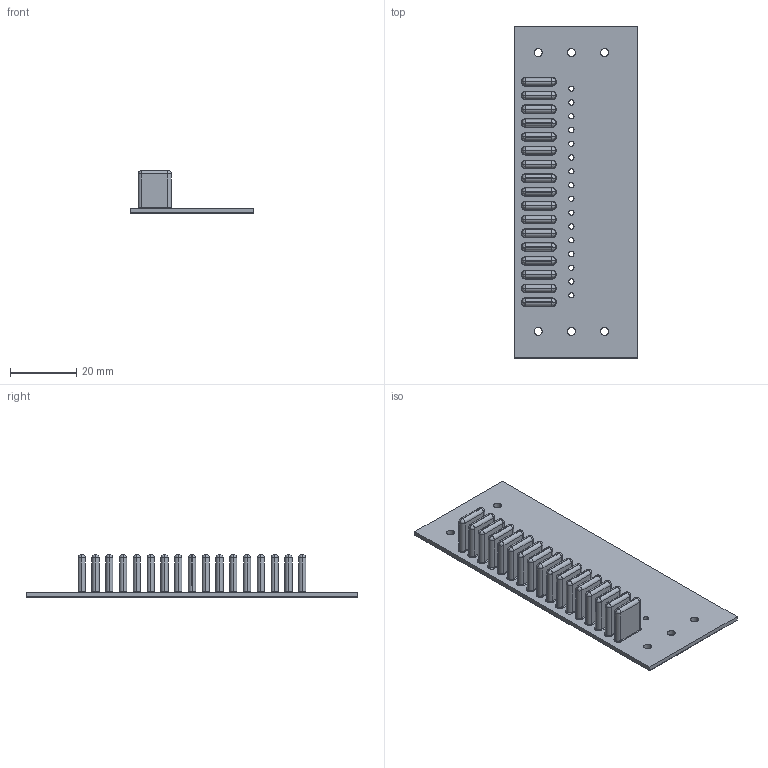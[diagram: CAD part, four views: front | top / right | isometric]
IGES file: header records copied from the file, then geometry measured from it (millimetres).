
Start section: SolidWorks IGES file using analytic representation for surfaces
Global section: file name: SB_BVB2_M2.IGS; native system: SolidWorks 2020; preprocessor: SolidWorks 2020; author: ngoc-lan.lussan; date: 210520.133925; units: millimetre
Bounding box: 37.2 x 100 x 12.9 mm (x, y, z)
Surface area: 12213.4 mm2 (no closed solid volume)
Topology: 0 solids, 0 shells, 369 faces, 3391 edges, 3391 vertices
Faces by surface type: bspline 190, revolution 179
